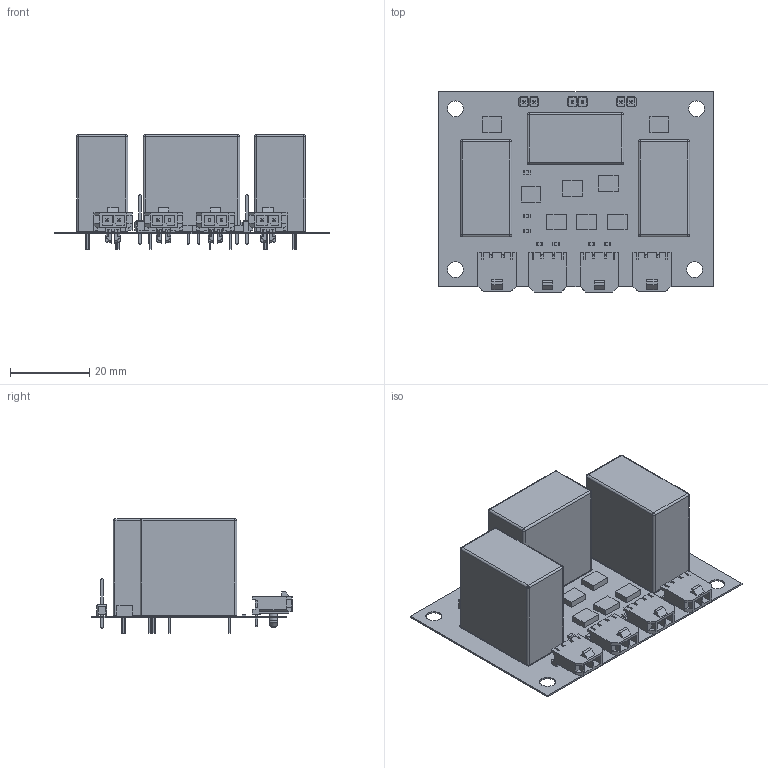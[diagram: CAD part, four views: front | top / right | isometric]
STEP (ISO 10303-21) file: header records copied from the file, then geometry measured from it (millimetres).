
FILE_DESCRIPTION(('Open CASCADE Model'),'2;1');
FILE_NAME('Open CASCADE Shape Model','2019-08-21T23:33:54',('Author'),( 'Open CASCADE'),'Open CASCADE STEP processor 6.8','Open CASCADE 6.8' ,'Unknown');
FILE_SCHEMA(('AUTOMOTIVE_DESIGN { 1 0 10303 214 1 1 1 1 }'));
Length unit declared in the file: millimetre
Products named in the file (51): PCB; Board; R7; 6163969984; Extruded; 6163969792; R6; R5; R4; R3; R2; R1; Q5; 6163969600; Q4; Q3; Q2; Q1; M4; 436500200; Open CASCADE STEP translator 6.8 1.14.1.1; Open CASCADE STEP translator 6.8 1.14.1.2; M3; M2; M1; K3; 1891796_osa-ss-224dm3_000; 6163969408; K2; 6163969216; K1; J3; User_Library-1x2_TH_Pitch_2_54mm; J2; J1; D3; 6163970176; D2; D1
Assembly tree (109 placements, depth 4):
  PCB
    Board
    R7
      6163969984
        Extruded
      6163969792  x2
        Extruded
    R6
      6163969984
        Extruded
      6163969792  x2
        Extruded
    R5
      6163969984
        Extruded
      6163969792  x2
        Extruded
    R4
      6163969984
        Extruded
      6163969792  x2
        Extruded
    R3
      6163969984
        Extruded
      6163969792  x2
        Extruded
    R2
      6163969984
        Extruded
      6163969792  x2
        Extruded
    R1
      6163969984
        Extruded
      6163969792  x2
        Extruded
    Q5
      6163969600
        Extruded
    Q4
      6163969600
        Extruded
    Q3
      6163969600
        Extruded
    Q2
      6163969600
        Extruded
    Q1
      6163969600
        Extruded
    M4
      436500200
        Open CASCADE STEP translator 6.8 1.14.1.1
        Open CASCADE STEP translator 6.8 1.14.1.2
    M3
      436500200
        Open CASCADE STEP translator 6.8 1.14.1.1
        Open CASCADE STEP translator 6.8 1.14.1.2
Bounding box: 69.25 x 50.39 x 28.8 mm (x, y, z)
Volume: 26206.4 mm3; surface area: 20583.9 mm2
Topology: 62 solids, 80 shells, 1804 faces, 4565 edges, 2972 vertices
Faces by surface type: plane 1660, cylinder 116, sphere 12, cone 8, bspline 8
Full cylindrical faces by diameter (mm): 0.762 x18, 1 x6, 1.06 x8, 4 x4
Entity records: 16795 total; most frequent: CARTESIAN_POINT 2655, DIRECTION 2463, ORIENTED_EDGE 2334, EDGE_CURVE 1177, LINE 1035, VECTOR 1035, VERTEX_POINT 754, AXIS2_PLACEMENT_3D 714
